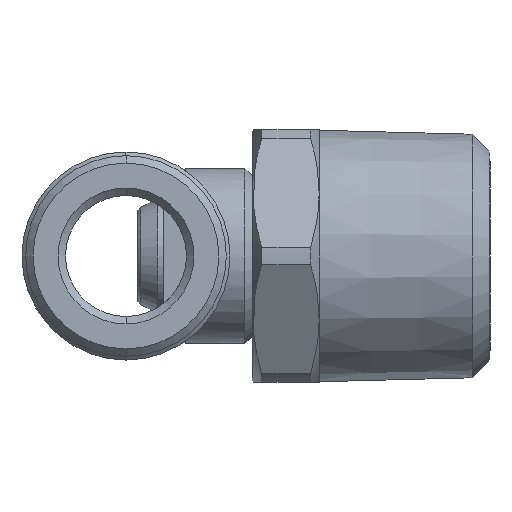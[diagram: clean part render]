
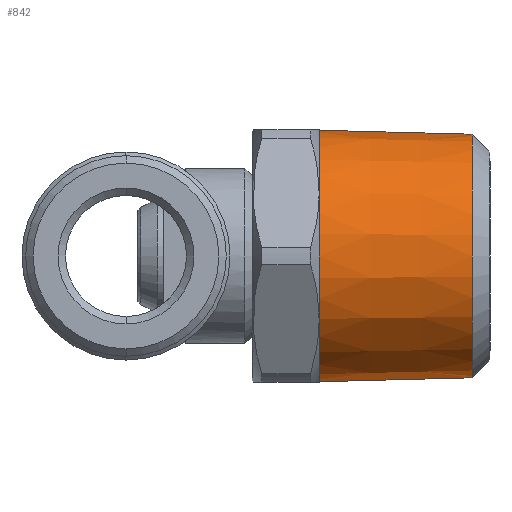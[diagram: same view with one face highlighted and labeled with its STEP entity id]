
A CAD part, left-side view. The second image highlights one B-rep face of the part: STEP entity #842.
In plain terms, the highlighted conical face has half-angle 1.47 degrees and reference radius 8.462 mm.
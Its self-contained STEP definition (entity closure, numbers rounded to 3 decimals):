
#9 = VERTEX_POINT ( 'NONE', #1043 ) ;
#16 = EDGE_CURVE ( 'NONE', #40, #18, #1013, .T. ) ;
#18 = VERTEX_POINT ( 'NONE', #1015 ) ;
#39 = VERTEX_POINT ( 'NONE', #1066 ) ;
#40 = VERTEX_POINT ( 'NONE', #976 ) ;
#111 = EDGE_CURVE ( 'NONE', #39, #9, #1173, .T. ) ;
#798 = EDGE_CURVE ( 'NONE', #9, #18, #2580, .T. ) ;
#799 = ORIENTED_EDGE ( 'NONE', *, *, #841, .F. ) ;
#800 = ORIENTED_EDGE ( 'NONE', *, *, #111, .T. ) ;
#801 = ORIENTED_EDGE ( 'NONE', *, *, #798, .T. ) ;
#841 = EDGE_CURVE ( 'NONE', #39, #40, #2546, .T. ) ;
#842 = ADVANCED_FACE ( 'NONE', ( #2541 ), #2540, .T. ) ;
#852 = EDGE_LOOP ( 'NONE', ( #916, #799, #800, #801 ) ) ;
#916 = ORIENTED_EDGE ( 'NONE', *, *, #16, .F. ) ;
#976 = CARTESIAN_POINT ( 'NONE',  ( 0., -23.3, -8.198 ) ) ;
#1013 = LINE ( 'NONE', #1081, #1080 ) ;
#1015 = CARTESIAN_POINT ( 'NONE',  ( 0., -13., -8.462 ) ) ;
#1043 = CARTESIAN_POINT ( 'NONE',  ( 0., -13., 8.462 ) ) ;
#1066 = CARTESIAN_POINT ( 'NONE',  ( 0., -23.3, 8.198 ) ) ;
#1079 = DIRECTION ( 'NONE',  ( 0., 1., -0.026 ) ) ;
#1080 = VECTOR ( 'NONE', #1079, 1000. ) ;
#1081 = CARTESIAN_POINT ( 'NONE',  ( 0., -13., -8.462 ) ) ;
#1170 = DIRECTION ( 'NONE',  ( 0., 1., 0.026 ) ) ;
#1171 = VECTOR ( 'NONE', #1170, 1000. ) ;
#1172 = CARTESIAN_POINT ( 'NONE',  ( 0., -13., 8.462 ) ) ;
#1173 = LINE ( 'NONE', #1172, #1171 ) ;
#2441 = DIRECTION ( 'NONE',  ( 0., 0., 1. ) ) ;
#2537 = DIRECTION ( 'NONE',  ( 0., 1., 0. ) ) ;
#2538 = AXIS2_PLACEMENT_3D ( 'NONE', #2539, #2537, #2441 ) ;
#2539 = CARTESIAN_POINT ( 'NONE',  ( 0., -13., 0. ) ) ;
#2540 = CONICAL_SURFACE ( 'NONE', #2538, 8.462, 0.026 ) ;
#2541 = FACE_OUTER_BOUND ( 'NONE', #852, .T. ) ;
#2542 = DIRECTION ( 'NONE',  ( 0., 0., -1. ) ) ;
#2543 = DIRECTION ( 'NONE',  ( 0., -1., 0. ) ) ;
#2544 = CARTESIAN_POINT ( 'NONE',  ( 0., -23.3, 0. ) ) ;
#2545 = AXIS2_PLACEMENT_3D ( 'NONE', #2544, #2543, #2542 ) ;
#2546 = CIRCLE ( 'NONE', #2545, 8.198 ) ;
#2576 = DIRECTION ( 'NONE',  ( 0., 0., -1. ) ) ;
#2577 = DIRECTION ( 'NONE',  ( 0., -1., 0. ) ) ;
#2578 = CARTESIAN_POINT ( 'NONE',  ( 0., -13., 0. ) ) ;
#2579 = AXIS2_PLACEMENT_3D ( 'NONE', #2578, #2577, #2576 ) ;
#2580 = CIRCLE ( 'NONE', #2579, 8.462 ) ;
